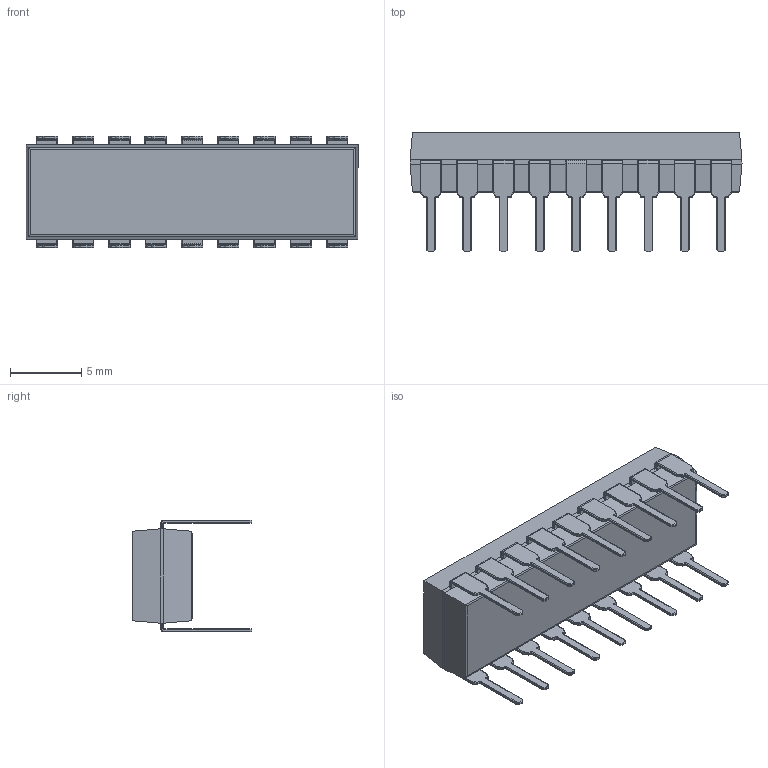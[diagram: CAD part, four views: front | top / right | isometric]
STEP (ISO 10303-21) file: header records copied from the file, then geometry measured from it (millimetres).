
FILE_DESCRIPTION (( 'STEP AP214' ), '1' );
FILE_NAME ('User Library-DIP18-1.STEP', '2010-10-17T17:00:07', ( 'sysAdmin' ), ( 'SolidWorks' ), 'SwSTEP 2.0', 'SolidWorks 2010', '' );
FILE_SCHEMA (( 'AUTOMOTIVE_DESIGN' ));
Length unit declared in the file: centimetre
Products named in the file (3): User Library-DIP18-1; User Library-DIP18-1_Pins Narrow_1; User Library-DIP18-1_K_X_F6rper DIP18_1
Assembly tree (19 placements, depth 2):
  User Library-DIP18-1
    User Library-DIP18-1_Pins Narrow_1  x18
    User Library-DIP18-1_K_X_F6rper DIP18_1
Bounding box: 23.24 x 8.38 x 7.82 mm (x, y, z)
Volume: 648.8 mm3; surface area: 850.3 mm2
Topology: 19 solids, 19 shells, 1466 faces, 3204 edges, 1632 vertices
Faces by surface type: cylinder 730, bspline 432, plane 304
Entity records: 4558 total; most frequent: CARTESIAN_POINT 966, DIRECTION 486, ORIENTED_EDGE 476, EDGE_CURVE 238, AXIS2_PLACEMENT_3D 178, VERTEX_POINT 136, LINE 130, VECTOR 130
